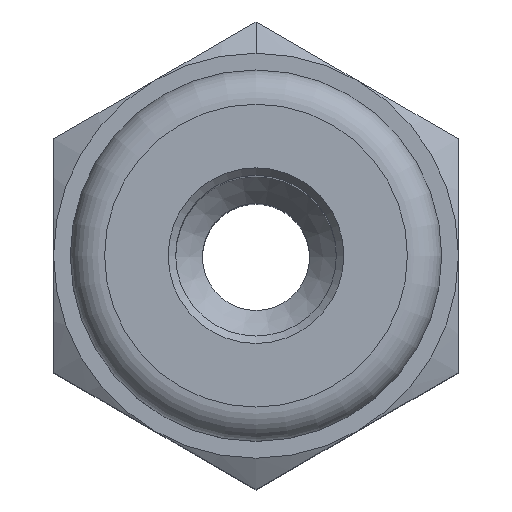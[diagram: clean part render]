
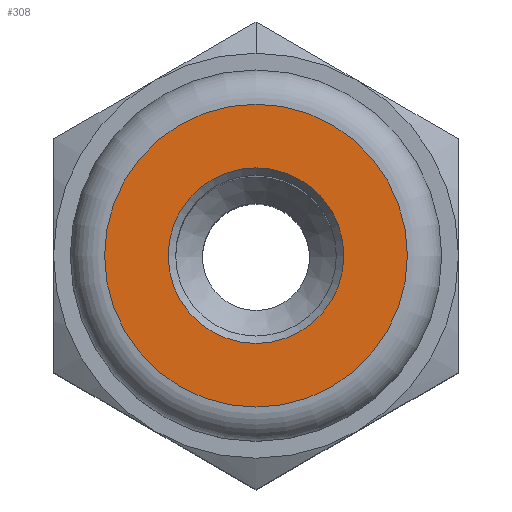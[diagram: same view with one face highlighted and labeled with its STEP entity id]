
A CAD part, top view. The second image highlights one B-rep face of the part: STEP entity #308.
In plain terms, the highlighted planar face has unit normal (0, 0, 1).
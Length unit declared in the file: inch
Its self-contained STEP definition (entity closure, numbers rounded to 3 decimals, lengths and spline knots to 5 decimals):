
#44=PLANE('',#1191);
#308=ADVANCED_FACE('',(#384,#385),#44,.T.);
#384=FACE_BOUND('',#450,.T.);
#385=FACE_BOUND('',#451,.T.);
#450=EDGE_LOOP('',(#624));
#451=EDGE_LOOP('',(#625));
#624=ORIENTED_EDGE('',*,*,#979,.T.);
#625=ORIENTED_EDGE('',*,*,#980,.T.);
#863=VERTEX_POINT('',#1777);
#864=VERTEX_POINT('',#1779);
#979=EDGE_CURVE('',#863,#863,#1101,.T.);
#980=EDGE_CURVE('',#864,#864,#1102,.T.);
#1101=CIRCLE('',#1189,0.10244);
#1102=CIRCLE('',#1190,0.17668);
#1189=AXIS2_PLACEMENT_3D('',#1776,#1390,#1391);
#1190=AXIS2_PLACEMENT_3D('',#1778,#1392,#1393);
#1191=AXIS2_PLACEMENT_3D('',#1780,#1394,#1395);
#1390=DIRECTION('',(0.,0.,-1.));
#1391=DIRECTION('',(1.,0.,0.));
#1392=DIRECTION('',(0.,0.,1.));
#1393=DIRECTION('',(1.,0.,0.));
#1394=DIRECTION('',(0.,0.,1.));
#1395=DIRECTION('',(1.,0.,0.));
#1776=CARTESIAN_POINT('',(0.,0.,0.31206));
#1777=CARTESIAN_POINT('',(0.10244,0.,0.31206));
#1778=CARTESIAN_POINT('',(0.,0.,0.31206));
#1779=CARTESIAN_POINT('',(0.17668,0.,0.31206));
#1780=CARTESIAN_POINT('',(0.,0.,0.31206));
